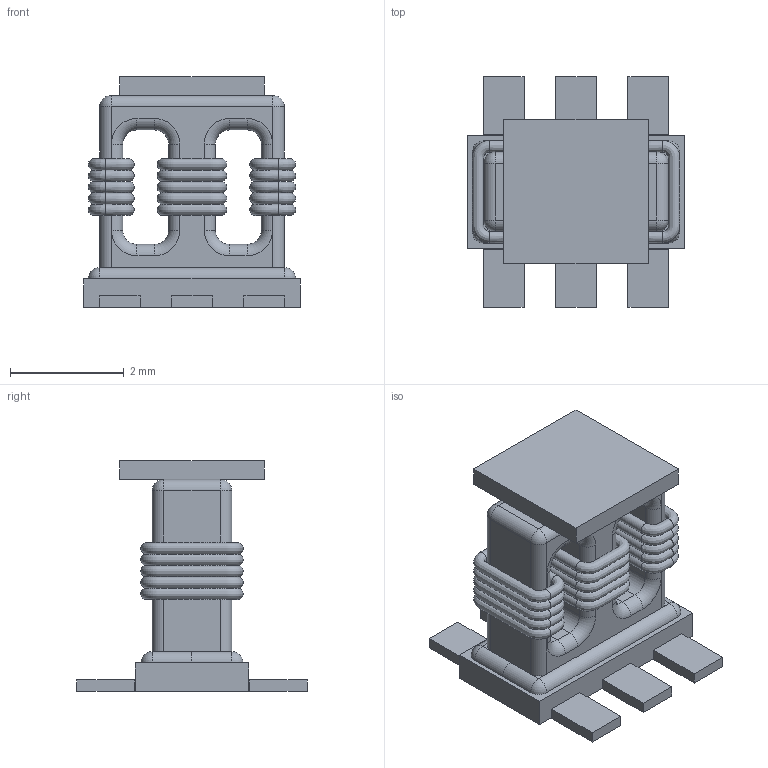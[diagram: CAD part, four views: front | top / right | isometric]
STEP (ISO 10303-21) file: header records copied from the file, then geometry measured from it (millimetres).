
FILE_DESCRIPTION(/* description */ (''),/* implementation_level */ '2;1');
FILE_NAME(/* name */ 'XFMR_MINI-CIRCUITS_DB1627.stp',/* time_stamp */ '2016-12-02T10:54:47+01:00',/* author */ ('riccim'),/* organization */ (''),/* preprocessor_version */ 'ST-DEVELOPER v15.5',/* originating_system */ 'AutoCAD Mechanical',/* authorisation */ '');
FILE_SCHEMA (('AUTOMOTIVE_DESIGN { 1 0 10303 214 3 1 1 }'));
Length unit declared in the file: millimetre
Products named in the file (1): Product
Bounding box: 3.81 x 4.06 x 4.06 mm (x, y, z)
Volume: 19.9 mm3; surface area: 148.6 mm2
Topology: 25 solids, 25 shells, 186 faces, 451 edges, 282 vertices
Faces by surface type: plane 66, cylinder 57, bspline 35, torus 16, sphere 12
Full cylindrical faces by diameter (mm): 0.2 x15
Entity records: 27642 total; most frequent: CARTESIAN_POINT 23491, ORIENTED_EDGE 862, DIRECTION 755, EDGE_CURVE 431, AXIS2_PLACEMENT_3D 286, VERTEX_POINT 280, EDGE_LOOP 205, FACE_OUTER_BOUND 186
